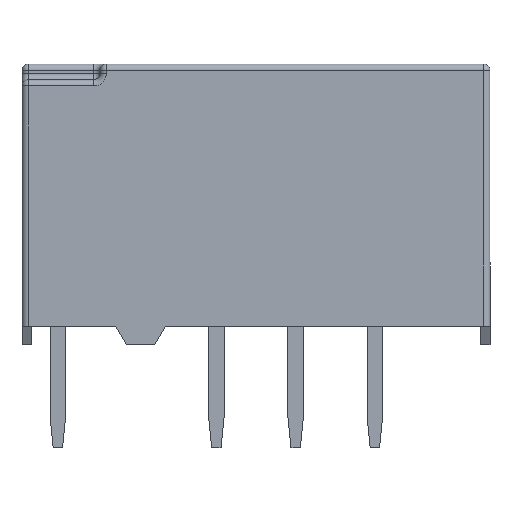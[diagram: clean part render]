
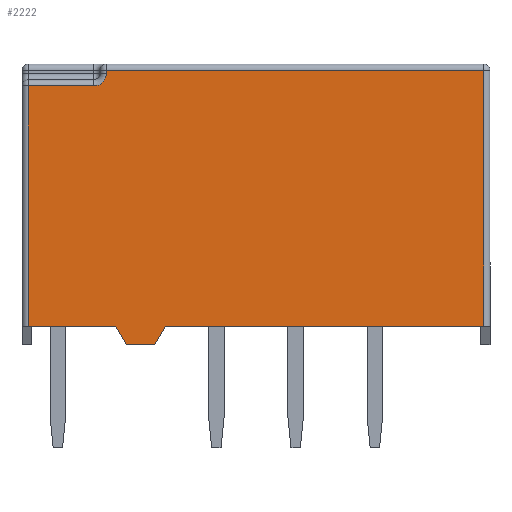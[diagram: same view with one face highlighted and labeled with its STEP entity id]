
A CAD part, front view. The second image highlights one B-rep face of the part: STEP entity #2222.
In plain terms, the highlighted planar face has unit normal (0, -1, 0).
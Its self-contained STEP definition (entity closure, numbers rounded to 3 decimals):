
#62 = VECTOR ( 'NONE', #3818, 1000. ) ;
#411 = DIRECTION ( 'NONE',  ( 0., 0., -1. ) ) ;
#492 = VERTEX_POINT ( 'NONE', #13823 ) ;
#605 = CIRCLE ( 'NONE', #14445, 0.4 ) ;
#638 = AXIS2_PLACEMENT_3D ( 'NONE', #1514, #11230, #15454 ) ;
#664 = CARTESIAN_POINT ( 'NONE',  ( -7.3, -3.75, -8.4 ) ) ;
#807 = VECTOR ( 'NONE', #6221, 1000. ) ;
#1113 = CARTESIAN_POINT ( 'NONE',  ( -4.5, -3.75, -8.4 ) ) ;
#1148 = FACE_OUTER_BOUND ( 'NONE', #8531, .T. ) ;
#1169 = DIRECTION ( 'NONE',  ( 0., 0., -1. ) ) ;
#1183 = LINE ( 'NONE', #6945, #1414 ) ;
#1241 = EDGE_CURVE ( 'NONE', #12456, #7973, #15269, .T. ) ;
#1375 = DIRECTION ( 'NONE',  ( -1., 0., 0. ) ) ;
#1414 = VECTOR ( 'NONE', #1375, 1000. ) ;
#1514 = CARTESIAN_POINT ( 'NONE',  ( -7.5, -3.75, -8.4 ) ) ;
#1527 = CARTESIAN_POINT ( 'NONE',  ( -2.9, -3.75, -8.4 ) ) ;
#1846 = CARTESIAN_POINT ( 'NONE',  ( 7.3, -3.75, -8.4 ) ) ;
#1888 = VECTOR ( 'NONE', #1169, 1000. ) ;
#2222 = ADVANCED_FACE ( 'NONE', ( #1148 ), #14417, .T. ) ;
#2282 = VECTOR ( 'NONE', #3594, 1000. ) ;
#2443 = DIRECTION ( 'NONE',  ( 0.5, 0., 0.866 ) ) ;
#2494 = LINE ( 'NONE', #18362, #62 ) ;
#2667 = CARTESIAN_POINT ( 'NONE',  ( 7.3, -3.75, -0.2 ) ) ;
#2672 = CARTESIAN_POINT ( 'NONE',  ( -4.8, -3.75, -0.5 ) ) ;
#2806 = EDGE_CURVE ( 'NONE', #14451, #7053, #2494, .T. ) ;
#3240 = VECTOR ( 'NONE', #16608, 1000. ) ;
#3278 = CARTESIAN_POINT ( 'NONE',  ( -7.3, -3.75, -0.7 ) ) ;
#3380 = EDGE_CURVE ( 'NONE', #492, #17665, #605, .T. ) ;
#3417 = VERTEX_POINT ( 'NONE', #16323 ) ;
#3513 = DIRECTION ( 'NONE',  ( 0., 0., 1. ) ) ;
#3552 = CARTESIAN_POINT ( 'NONE',  ( -7.5, -3.75, -0.7 ) ) ;
#3594 = DIRECTION ( 'NONE',  ( 0.5, 0., -0.866 ) ) ;
#3818 = DIRECTION ( 'NONE',  ( 0., 0., -1. ) ) ;
#5007 = ORIENTED_EDGE ( 'NONE', *, *, #17139, .T. ) ;
#5388 = LINE ( 'NONE', #2672, #1888 ) ;
#5907 = EDGE_CURVE ( 'NONE', #17176, #13021, #9378, .T. ) ;
#6221 = DIRECTION ( 'NONE',  ( -1., 0., 0. ) ) ;
#6322 = CARTESIAN_POINT ( 'NONE',  ( -4.5, -3.75, -9. ) ) ;
#6348 = LINE ( 'NONE', #14912, #3240 ) ;
#6945 = CARTESIAN_POINT ( 'NONE',  ( -7.5, -3.75, -0.2 ) ) ;
#7053 = VERTEX_POINT ( 'NONE', #664 ) ;
#7665 = CARTESIAN_POINT ( 'NONE',  ( -5.2, -3.75, -0.3 ) ) ;
#7882 = DIRECTION ( 'NONE',  ( -1., 0., 0. ) ) ;
#7973 = VERTEX_POINT ( 'NONE', #11964 ) ;
#8525 = ORIENTED_EDGE ( 'NONE', *, *, #12999, .T. ) ;
#8531 = EDGE_LOOP ( 'NONE', ( #16788, #9471, #16100, #14046, #14772, #10956, #13856, #5007, #17051, #8525, #16272 ) ) ;
#8719 = DIRECTION ( 'NONE',  ( 1., 0., 0. ) ) ;
#9378 = LINE ( 'NONE', #15084, #11491 ) ;
#9471 = ORIENTED_EDGE ( 'NONE', *, *, #17913, .T. ) ;
#9628 = LINE ( 'NONE', #15348, #9805 ) ;
#9805 = VECTOR ( 'NONE', #2443, 1000. ) ;
#10061 = EDGE_CURVE ( 'NONE', #17442, #17665, #5388, .T. ) ;
#10850 = CARTESIAN_POINT ( 'NONE',  ( -5.25, -3.75, -7.101 ) ) ;
#10956 = ORIENTED_EDGE ( 'NONE', *, *, #10061, .T. ) ;
#11230 = DIRECTION ( 'NONE',  ( 0., -1., 0. ) ) ;
#11476 = VECTOR ( 'NONE', #7882, 1000. ) ;
#11491 = VECTOR ( 'NONE', #3513, 1000. ) ;
#11806 = DIRECTION ( 'NONE',  ( 0., -1., 0. ) ) ;
#11964 = CARTESIAN_POINT ( 'NONE',  ( -4.154, -3.75, -9. ) ) ;
#12390 = EDGE_CURVE ( 'NONE', #3417, #7973, #13383, .T. ) ;
#12456 = VERTEX_POINT ( 'NONE', #1113 ) ;
#12771 = EDGE_CURVE ( 'NONE', #13021, #17442, #1183, .T. ) ;
#12999 = EDGE_CURVE ( 'NONE', #7053, #12456, #6348, .T. ) ;
#13021 = VERTEX_POINT ( 'NONE', #2667 ) ;
#13151 = VERTEX_POINT ( 'NONE', #1527 ) ;
#13383 = LINE ( 'NONE', #6322, #807 ) ;
#13488 = CARTESIAN_POINT ( 'NONE',  ( -4.8, -3.75, -0.3 ) ) ;
#13823 = CARTESIAN_POINT ( 'NONE',  ( -5.2, -3.75, -0.7 ) ) ;
#13856 = ORIENTED_EDGE ( 'NONE', *, *, #3380, .F. ) ;
#13974 = CARTESIAN_POINT ( 'NONE',  ( -4.8, -3.75, -0.2 ) ) ;
#14046 = ORIENTED_EDGE ( 'NONE', *, *, #5907, .T. ) ;
#14417 = PLANE ( 'NONE',  #638 ) ;
#14445 = AXIS2_PLACEMENT_3D ( 'NONE', #7665, #11806, #411 ) ;
#14451 = VERTEX_POINT ( 'NONE', #3278 ) ;
#14772 = ORIENTED_EDGE ( 'NONE', *, *, #12771, .T. ) ;
#14912 = CARTESIAN_POINT ( 'NONE',  ( -7.5, -3.75, -8.4 ) ) ;
#15084 = CARTESIAN_POINT ( 'NONE',  ( 7.3, -3.75, -8.4 ) ) ;
#15269 = LINE ( 'NONE', #10850, #2282 ) ;
#15348 = CARTESIAN_POINT ( 'NONE',  ( -4.05, -3.75, -10.392 ) ) ;
#15454 = DIRECTION ( 'NONE',  ( 0., 0., -1. ) ) ;
#15632 = VECTOR ( 'NONE', #8719, 1000. ) ;
#15861 = EDGE_CURVE ( 'NONE', #13151, #17176, #15961, .T. ) ;
#15862 = CARTESIAN_POINT ( 'NONE',  ( -7.5, -3.75, -8.4 ) ) ;
#15961 = LINE ( 'NONE', #15862, #15632 ) ;
#16100 = ORIENTED_EDGE ( 'NONE', *, *, #15861, .T. ) ;
#16272 = ORIENTED_EDGE ( 'NONE', *, *, #1241, .T. ) ;
#16323 = CARTESIAN_POINT ( 'NONE',  ( -3.246, -3.75, -9. ) ) ;
#16553 = LINE ( 'NONE', #3552, #11476 ) ;
#16608 = DIRECTION ( 'NONE',  ( 1., 0., 0. ) ) ;
#16788 = ORIENTED_EDGE ( 'NONE', *, *, #12390, .F. ) ;
#17051 = ORIENTED_EDGE ( 'NONE', *, *, #2806, .T. ) ;
#17139 = EDGE_CURVE ( 'NONE', #492, #14451, #16553, .T. ) ;
#17176 = VERTEX_POINT ( 'NONE', #1846 ) ;
#17442 = VERTEX_POINT ( 'NONE', #13974 ) ;
#17665 = VERTEX_POINT ( 'NONE', #13488 ) ;
#17913 = EDGE_CURVE ( 'NONE', #3417, #13151, #9628, .T. ) ;
#18362 = CARTESIAN_POINT ( 'NONE',  ( -7.3, -3.75, -8.4 ) ) ;
